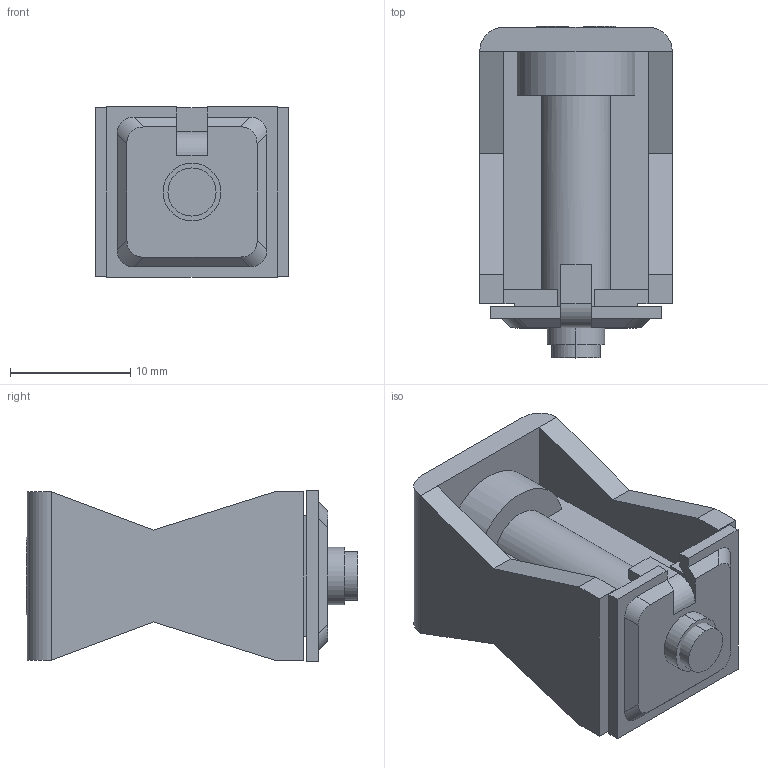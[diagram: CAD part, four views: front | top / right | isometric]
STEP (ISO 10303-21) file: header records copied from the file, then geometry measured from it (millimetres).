
FILE_DESCRIPTION (( 'STEP AP214' ), '1' );
FILE_NAME ('2254026.stp', '2018-01-29T10:20:55', ( '' ), ( '' ), 'SwSTEP 2.0', 'SolidWorks 2016', '' );
FILE_SCHEMA (( 'AUTOMOTIVE_DESIGN' ));
Length unit declared in the file: millimetre
Products named in the file (4): 017704_ISO 1207 - M4 x 25 --- 25C; ES442-02-03_Standard; ES440-02-01_Standard; 2254026
Assembly tree (3 placements, depth 2):
  2254026
    ES440-02-01_Standard
    ES442-02-03_Standard
    017704_ISO 1207 - M4 x 25 --- 25C
Bounding box: 16 x 27.6 x 14.2 mm (x, y, z)
Volume: 2693.5 mm3; surface area: 3657.9 mm2
Topology: 3 solids, 3 shells, 112 faces, 297 edges, 194 vertices
Faces by surface type: plane 81, cylinder 25, cone 6
Entity records: 3617 total; most frequent: CARTESIAN_POINT 681, ORIENTED_EDGE 594, DIRECTION 567, EDGE_CURVE 297, VECTOR 223, LINE 223, VERTEX_POINT 194, AXIS2_PLACEMENT_3D 172
